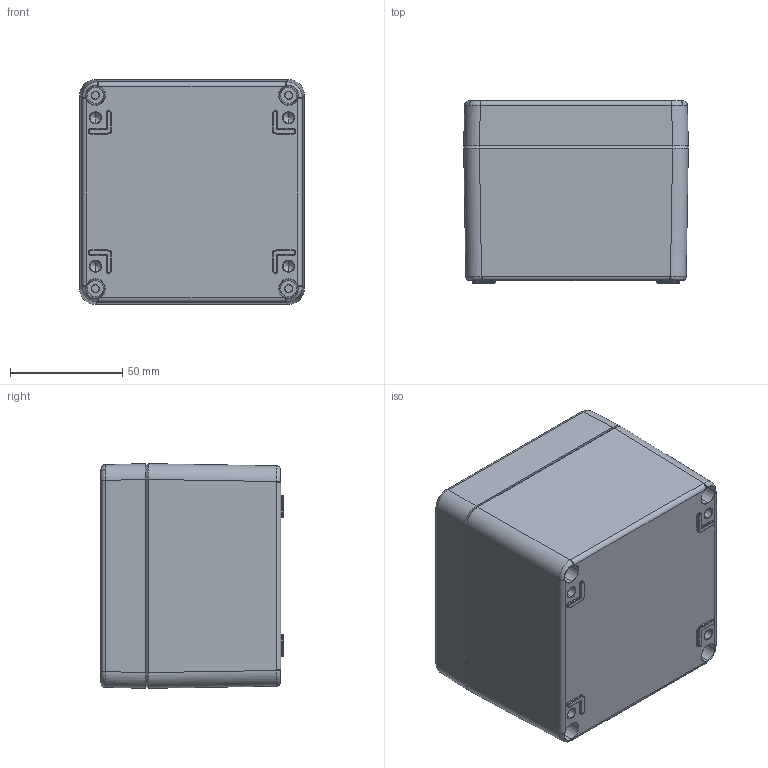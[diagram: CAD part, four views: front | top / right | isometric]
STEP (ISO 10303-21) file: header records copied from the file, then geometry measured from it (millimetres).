
FILE_DESCRIPTION (( 'STEP AP214' ), '1' );
FILE_NAME ('01101008.STEP', '2009-03-10T07:22:35', ( ' ' ), ( '' ), 'SwSTEP 2.0', 'SolidWorks 2008', '' );
FILE_SCHEMA (( 'AUTOMOTIVE_DESIGN' ));
Length unit declared in the file: millimetre
Products named in the file (5): 02155_Standard; 01155_Standard; 93132_Standard; 82003_Standard; 01101008
Assembly tree (7 placements, depth 2):
  01101008
    93132_Standard  x4
    01155_Standard
    82003_Standard
    02155_Standard
Bounding box: 100 x 81 x 100 mm (x, y, z)
Volume: 213977.6 mm3; surface area: 109983.3 mm2
Topology: 7 solids, 7 shells, 975 faces, 2277 edges, 1329 vertices
Faces by surface type: cylinder 266, bspline 232, plane 199, torus 162, cone 116
Entity records: 35370 total; most frequent: CARTESIAN_POINT 16341, ORIENTED_EDGE 4108, DIRECTION 3798, EDGE_CURVE 2054, AXIS2_PLACEMENT_3D 1540, VERTEX_POINT 1203, EDGE_LOOP 953, ADVANCED_FACE 894
